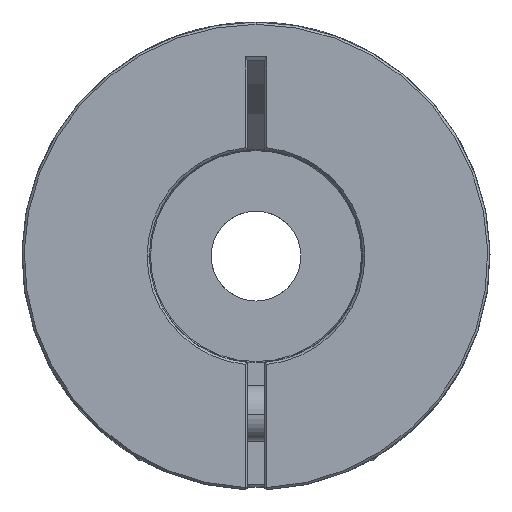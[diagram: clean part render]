
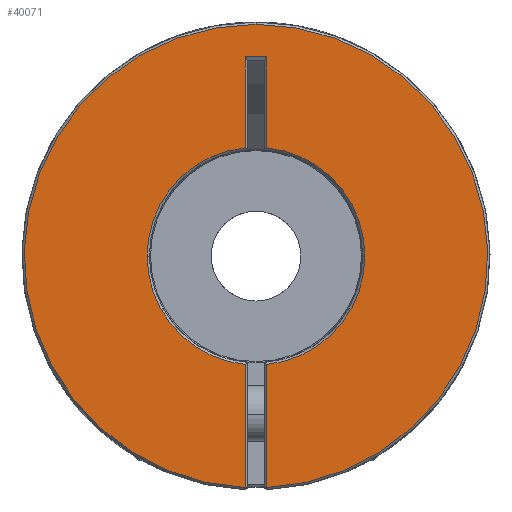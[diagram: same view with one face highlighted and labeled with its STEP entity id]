
A CAD part, front view. The second image highlights one B-rep face of the part: STEP entity #40071.
In plain terms, the highlighted face is planar.
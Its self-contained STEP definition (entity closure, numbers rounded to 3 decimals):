
#39335=CARTESIAN_POINT('',(-20.627,0.951,-0.001));
#39336=VERTEX_POINT('',#39335);
#39484=CARTESIAN_POINT('',(-20.627,-0.951,-0.001));
#39485=VERTEX_POINT('',#39484);
#39568=CARTESIAN_POINT('',(-9.654,0.951,-0.001));
#39569=VERTEX_POINT('',#39568);
#39570=CARTESIAN_POINT('',(-196.845,0.951,-0.001));
#39571=DIRECTION('',(1.,0.,-0.));
#39572=VECTOR('',#39571,109.725);
#39573=LINE('',#39570,#39572);
#39574=EDGE_CURVE('',#39336,#39569,#39573,.T.);
#39599=CARTESIAN_POINT('',(0.,9.701,-0.001));
#39600=VERTEX_POINT('',#39599);
#39609=CARTESIAN_POINT('',(9.654,0.951,-0.001));
#39610=VERTEX_POINT('',#39609);
#39611=CARTESIAN_POINT('',(0.,0.,-0.001));
#39612=DIRECTION('',(-0.,0.,-1.));
#39613=DIRECTION('',(0.,1.,0.));
#39614=AXIS2_PLACEMENT_3D('',#39611,#39612,#39613);
#39615=CIRCLE('',#39614,9.701);
#39616=EDGE_CURVE('',#39600,#39610,#39615,.T.);
#39641=CARTESIAN_POINT('',(17.752,0.951,-0.001));
#39642=VERTEX_POINT('',#39641);
#39643=CARTESIAN_POINT('',(17.752,-0.951,-0.001));
#39644=VERTEX_POINT('',#39643);
#39645=CARTESIAN_POINT('',(17.752,12.887,-0.001));
#39646=DIRECTION('',(-0.,-1.,-0.));
#39647=VECTOR('',#39646,19.023);
#39648=LINE('',#39645,#39647);
#39649=EDGE_CURVE('',#39642,#39644,#39648,.T.);
#39681=CARTESIAN_POINT('',(9.654,-0.951,-0.001));
#39682=VERTEX_POINT('',#39681);
#39683=CARTESIAN_POINT('',(186.943,-0.951,-0.001));
#39684=DIRECTION('',(-1.,-0.,-0.));
#39685=VECTOR('',#39684,80.974);
#39686=LINE('',#39683,#39685);
#39687=EDGE_CURVE('',#39644,#39682,#39686,.T.);
#39730=CARTESIAN_POINT('',(105.969,0.951,-0.001));
#39731=DIRECTION('',(1.,0.,-0.));
#39732=VECTOR('',#39731,80.974);
#39733=LINE('',#39730,#39732);
#39734=EDGE_CURVE('',#39610,#39642,#39733,.T.);
#39752=CARTESIAN_POINT('',(0.,-9.701,-0.001));
#39753=VERTEX_POINT('',#39752);
#39762=CARTESIAN_POINT('',(-9.654,-0.951,-0.001));
#39763=VERTEX_POINT('',#39762);
#39764=CARTESIAN_POINT('',(0.,0.,-0.001));
#39765=DIRECTION('',(-0.,-0.,-1.));
#39766=DIRECTION('',(0.,-1.,0.));
#39767=AXIS2_PLACEMENT_3D('',#39764,#39765,#39766);
#39768=CIRCLE('',#39767,9.701);
#39769=EDGE_CURVE('',#39753,#39763,#39768,.T.);
#39801=CARTESIAN_POINT('',(-96.544,-0.951,-0.001));
#39802=DIRECTION('',(-1.,0.,-0.));
#39803=VECTOR('',#39802,109.725);
#39804=LINE('',#39801,#39803);
#39805=EDGE_CURVE('',#39763,#39485,#39804,.T.);
#39825=CARTESIAN_POINT('',(20.649,-0.,-0.001));
#39826=VERTEX_POINT('',#39825);
#39833=CARTESIAN_POINT('',(0.,0.,-0.001));
#39834=DIRECTION('',(0.,-0.,1.));
#39835=DIRECTION('',(1.,0.,0.));
#39836=AXIS2_PLACEMENT_3D('',#39833,#39834,#39835);
#39837=CIRCLE('',#39836,20.649);
#39838=EDGE_CURVE('',#39826,#39336,#39837,.T.);
#40035=CARTESIAN_POINT('',(0.,0.,-0.001));
#40036=DIRECTION('',(0.,0.,1.));
#40037=DIRECTION('',(1.,0.,0.));
#40038=AXIS2_PLACEMENT_3D('',#40035,#40036,#40037);
#40039=PLANE('',#40038);
#40040=ORIENTED_EDGE('',*,*,#39649,.F.);
#40041=ORIENTED_EDGE('',*,*,#39734,.F.);
#40042=ORIENTED_EDGE('',*,*,#39616,.F.);
#40043=CARTESIAN_POINT('',(0.,0.,-0.001));
#40044=DIRECTION('',(0.,0.,-1.));
#40045=DIRECTION('',(0.,1.,0.));
#40046=AXIS2_PLACEMENT_3D('',#40043,#40044,#40045);
#40047=CIRCLE('',#40046,9.701);
#40048=EDGE_CURVE('',#39569,#39600,#40047,.T.);
#40049=ORIENTED_EDGE('',*,*,#40048,.F.);
#40050=ORIENTED_EDGE('',*,*,#39574,.F.);
#40051=ORIENTED_EDGE('',*,*,#39838,.F.);
#40052=CARTESIAN_POINT('',(0.,0.,-0.001));
#40053=DIRECTION('',(-0.,-0.,1.));
#40054=DIRECTION('',(1.,0.,0.));
#40055=AXIS2_PLACEMENT_3D('',#40052,#40053,#40054);
#40056=CIRCLE('',#40055,20.649);
#40057=EDGE_CURVE('',#39485,#39826,#40056,.T.);
#40058=ORIENTED_EDGE('',*,*,#40057,.F.);
#40059=ORIENTED_EDGE('',*,*,#39805,.F.);
#40060=ORIENTED_EDGE('',*,*,#39769,.F.);
#40061=CARTESIAN_POINT('',(0.,0.,-0.001));
#40062=DIRECTION('',(0.,0.,-1.));
#40063=DIRECTION('',(0.,-1.,0.));
#40064=AXIS2_PLACEMENT_3D('',#40061,#40062,#40063);
#40065=CIRCLE('',#40064,9.701);
#40066=EDGE_CURVE('',#39682,#39753,#40065,.T.);
#40067=ORIENTED_EDGE('',*,*,#40066,.F.);
#40068=ORIENTED_EDGE('',*,*,#39687,.F.);
#40069=EDGE_LOOP('',(#40040,#40041,#40042,#40049,#40050,#40051,#40058,#40059,#40060,#40067,#40068));
#40070=FACE_BOUND('',#40069,.T.);
#40071=ADVANCED_FACE('',(#40070),#40039,.F.);
